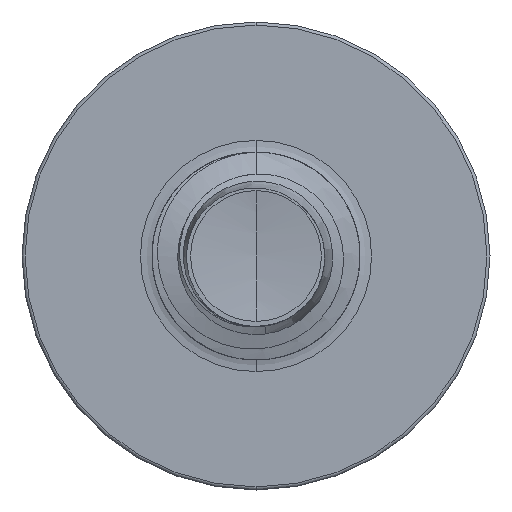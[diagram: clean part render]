
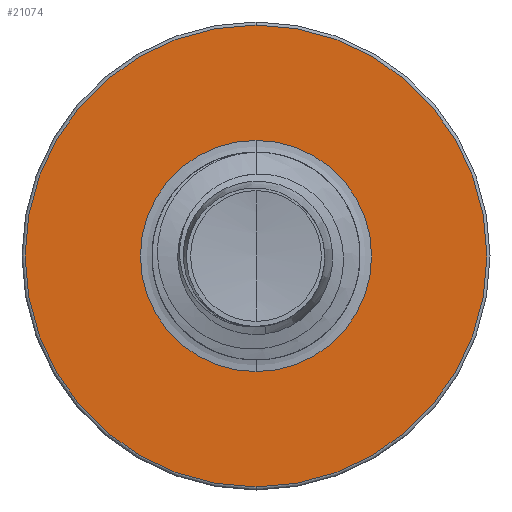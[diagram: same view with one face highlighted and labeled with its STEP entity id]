
A CAD part, front view. The second image highlights one B-rep face of the part: STEP entity #21074.
In plain terms, the highlighted planar face has unit normal (0, -1, 0).
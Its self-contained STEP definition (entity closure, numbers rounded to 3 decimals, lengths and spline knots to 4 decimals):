
#20 = DIRECTION ( 'NONE',  ( 0., 1., 0. ) ) ;
#133 = CARTESIAN_POINT ( 'NONE',  ( 0., 9., 1.1116 ) ) ;
#277 = PLANE ( 'NONE',  #18426 ) ;
#467 = CARTESIAN_POINT ( 'NONE',  ( 0., 9., -1.1116 ) ) ;
#538 = DIRECTION ( 'NONE',  ( 0., 0., 1. ) ) ;
#999 = CIRCLE ( 'NONE', #16218, 1.1116 ) ;
#1062 = ORIENTED_EDGE ( 'NONE', *, *, #14662, .F. ) ;
#1194 = EDGE_CURVE ( 'NONE', #21056, #18318, #25238, .T. ) ;
#1423 = EDGE_CURVE ( 'NONE', #13483, #24154, #16806, .T. ) ;
#2253 = AXIS2_PLACEMENT_3D ( 'NONE', #19244, #19103, #19092 ) ;
#7704 = CARTESIAN_POINT ( 'NONE',  ( 0., 9., -2.22 ) ) ;
#9837 = CARTESIAN_POINT ( 'NONE',  ( 0., 9., 2.22 ) ) ;
#11984 = CARTESIAN_POINT ( 'NONE',  ( 0., 9., -1.1116 ) ) ;
#12848 = FACE_OUTER_BOUND ( 'NONE', #26364, .T. ) ;
#13483 = VERTEX_POINT ( 'NONE', #7704 ) ;
#14662 = EDGE_CURVE ( 'NONE', #24154, #13483, #20164, .T. ) ;
#16218 = AXIS2_PLACEMENT_3D ( 'NONE', #28687, #28682, #28638 ) ;
#16806 = CIRCLE ( 'NONE', #2253, 2.22 ) ;
#18318 = VERTEX_POINT ( 'NONE', #11984 ) ;
#18426 = AXIS2_PLACEMENT_3D ( 'NONE', #467, #20, #538 ) ;
#19092 = DIRECTION ( 'NONE',  ( 0., 0., 1. ) ) ;
#19103 = DIRECTION ( 'NONE',  ( 0., 1., 0. ) ) ;
#19244 = CARTESIAN_POINT ( 'NONE',  ( 0., 9., 0. ) ) ;
#19681 = ORIENTED_EDGE ( 'NONE', *, *, #21112, .T. ) ;
#20164 = CIRCLE ( 'NONE', #33347, 2.22 ) ;
#20875 = ORIENTED_EDGE ( 'NONE', *, *, #1194, .T. ) ;
#21056 = VERTEX_POINT ( 'NONE', #133 ) ;
#21074 = ADVANCED_FACE ( 'NONE', ( #12848, #21517 ), #277, .F. ) ;
#21112 = EDGE_CURVE ( 'NONE', #18318, #21056, #999, .T. ) ;
#21517 = FACE_BOUND ( 'NONE', #31973, .T. ) ;
#23852 = DIRECTION ( 'NONE',  ( 0., 0., 1. ) ) ;
#24130 = DIRECTION ( 'NONE',  ( 0., 1., 0. ) ) ;
#24154 = VERTEX_POINT ( 'NONE', #9837 ) ;
#24203 = CARTESIAN_POINT ( 'NONE',  ( 0., 9., 0. ) ) ;
#25238 = CIRCLE ( 'NONE', #31333, 1.1116 ) ;
#25451 = DIRECTION ( 'NONE',  ( 0., 0., 1. ) ) ;
#25458 = DIRECTION ( 'NONE',  ( 0., 1., 0. ) ) ;
#25525 = CARTESIAN_POINT ( 'NONE',  ( 0., 9., 0. ) ) ;
#26364 = EDGE_LOOP ( 'NONE', ( #1062, #28291 ) ) ;
#28291 = ORIENTED_EDGE ( 'NONE', *, *, #1423, .F. ) ;
#28638 = DIRECTION ( 'NONE',  ( 0., 0., 1. ) ) ;
#28682 = DIRECTION ( 'NONE',  ( 0., 1., 0. ) ) ;
#28687 = CARTESIAN_POINT ( 'NONE',  ( 0., 9., 0. ) ) ;
#31333 = AXIS2_PLACEMENT_3D ( 'NONE', #24203, #24130, #23852 ) ;
#31973 = EDGE_LOOP ( 'NONE', ( #20875, #19681 ) ) ;
#33347 = AXIS2_PLACEMENT_3D ( 'NONE', #25525, #25458, #25451 ) ;
